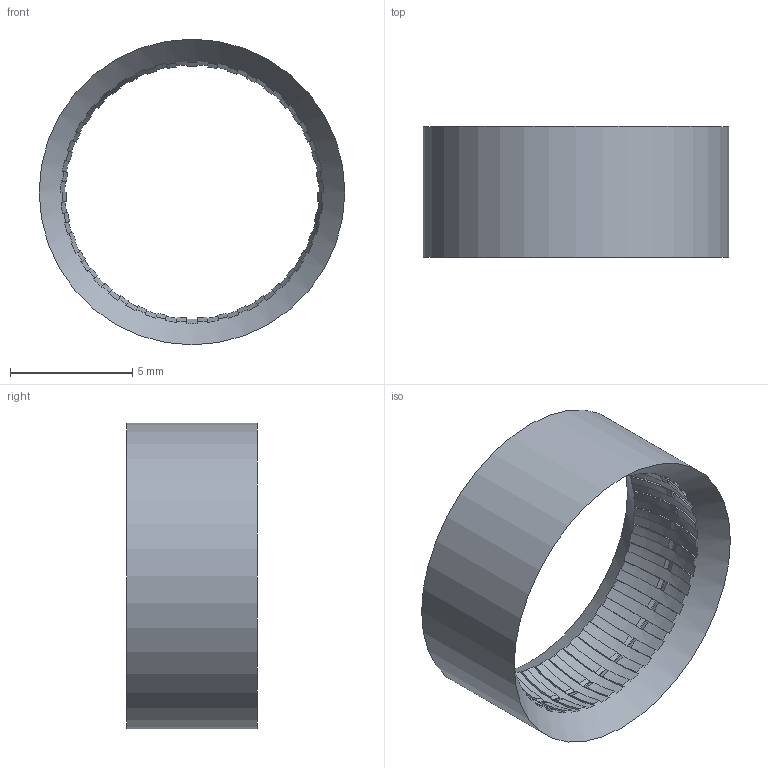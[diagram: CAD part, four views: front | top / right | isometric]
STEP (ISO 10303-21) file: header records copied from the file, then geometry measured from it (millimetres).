
FILE_DESCRIPTION(('FreeCAD Model'),'2;1');
FILE_NAME('Open CASCADE Shape Model','2024-03-13T17:59:35',(''),(''), 'Open CASCADE STEP processor 7.7','FreeCAD','Unknown');
FILE_SCHEMA(('AUTOMOTIVE_DESIGN { 1 0 10303 214 1 1 1 1 }'));
Length unit declared in the file: millimetre
Products named in the file (1): endcup_bushing_alternative
Bounding box: 12.5 x 5.35 x 12.5 mm (x, y, z)
Volume: 145.7 mm3; surface area: 454.6 mm2
Topology: 1 solids, 1 shells, 316 faces, 944 edges, 629 vertices
Faces by surface type: cone 80, plane 79, revolution 78, sphere 39, torus 39, cylinder 1
Full cylindrical faces by diameter (mm): 12.5 x1
Entity records: 29023 total; most frequent: CARTESIAN_POINT 10876, DIRECTION 3237, ORIENTED_EDGE 1888, PCURVE 1888, DEFINITIONAL_REPRESENTATION 1888, LINE 1577, VECTOR 1577, EDGE_CURVE 944
